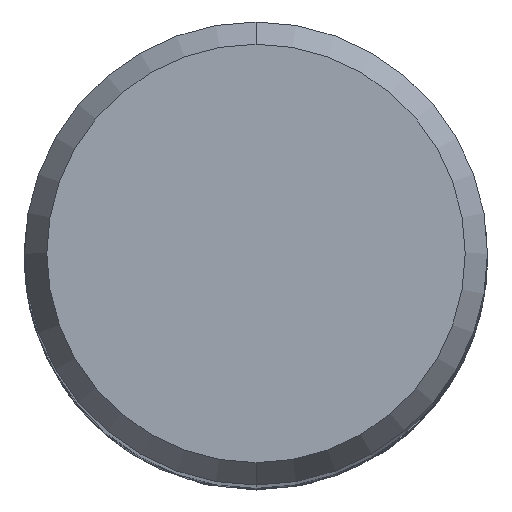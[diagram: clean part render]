
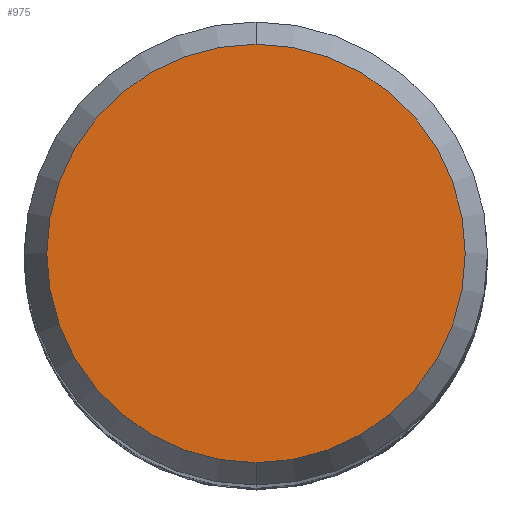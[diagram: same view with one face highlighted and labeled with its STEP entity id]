
A CAD part, top view. The second image highlights one B-rep face of the part: STEP entity #975.
In plain terms, the highlighted planar face has unit normal (0, 0, 1).
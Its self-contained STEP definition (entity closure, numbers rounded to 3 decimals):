
#617=EDGE_CURVE('',#709,#1401,#1589,.T.);
#709=VERTEX_POINT('',#1687);
#975=ADVANCED_FACE('',(#1980),#1981,.T.);
#1117=EDGE_CURVE('',#1401,#709,#2133,.T.);
#1401=VERTEX_POINT('',#2445);
#1589=CIRCLE('',#4166,5.423);
#1687=CARTESIAN_POINT('',(0.,-5.423,0.0));
#1980=FACE_OUTER_BOUND('',#8928,.T.);
#1981=PLANE('',#8929);
#2133=CIRCLE('',#10423,5.423);
#2445=CARTESIAN_POINT('',(0.0,5.423,0.0));
#4166=AXIS2_PLACEMENT_3D('',#13556,#13557,#13558);
#8928=EDGE_LOOP('',(#13930,#13931));
#8929=AXIS2_PLACEMENT_3D('',#13932,#13933,#13934);
#10423=AXIS2_PLACEMENT_3D('',#14081,#14082,#14083);
#13556=CARTESIAN_POINT('',(0.0,0.0,0.0));
#13557=DIRECTION('',(0.0,0.0,-1.0));
#13558=DIRECTION('',(0.0,1.0,0.0));
#13930=ORIENTED_EDGE('',*,*,#1117,.F.);
#13931=ORIENTED_EDGE('',*,*,#617,.F.);
#13932=CARTESIAN_POINT('',(0.0,2.711,0.0));
#13933=DIRECTION('',(-0.0,0.0,1.0));
#13934=DIRECTION('',(0.0,-1.0,0.0));
#14081=CARTESIAN_POINT('',(0.0,0.0,0.0));
#14082=DIRECTION('',(0.0,0.0,-1.0));
#14083=DIRECTION('',(0.0,1.0,0.0));
